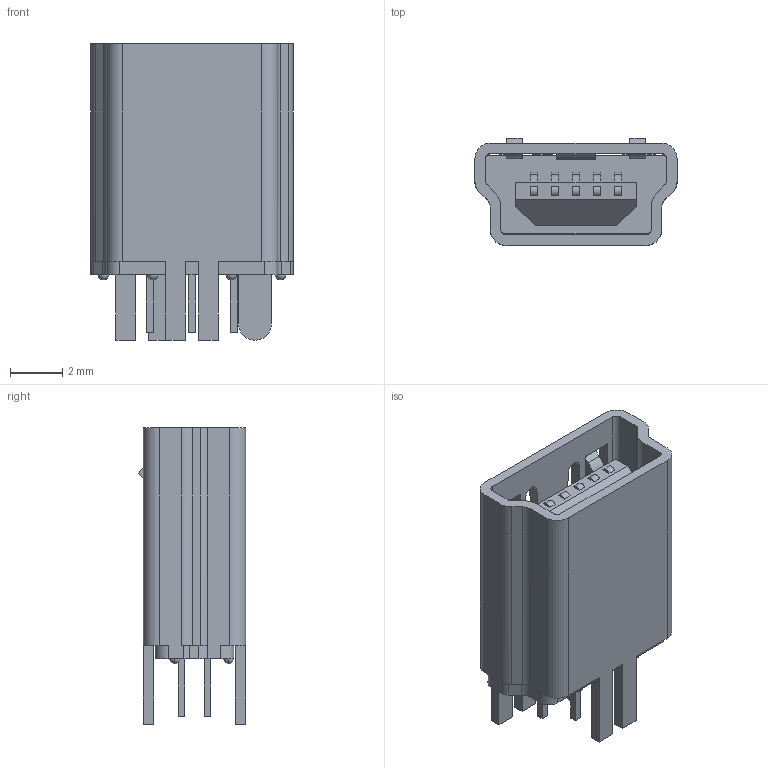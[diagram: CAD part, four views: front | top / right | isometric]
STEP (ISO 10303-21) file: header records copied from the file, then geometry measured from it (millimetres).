
FILE_DESCRIPTION(('FreeCAD Model'),'2;1');
FILE_NAME('C-1734753-1.step', '2018-03-08T06:29:51',('kicad StepUp'),('ksu MCAD'), 'Open CASCADE STEP processor 6.8','FreeCAD','Unknown');
FILE_SCHEMA(('AUTOMOTIVE_DESIGN_CC2 { 1 2 10303 214 -1 1 5 4 }'));
Length unit declared in the file: millimetre
Products named in the file (2): ASSEMBLY; C-1734753-1
Assembly tree (1 placements, depth 2):
  ASSEMBLY
    C-1734753-1
Bounding box: 7.7 x 4.09 x 11.3 mm (x, y, z)
Volume: 158.7 mm3; surface area: 529.2 mm2
Topology: 1 solids, 1 shells, 213 faces, 583 edges, 380 vertices
Faces by surface type: plane 153, cylinder 52, sphere 8
Entity records: 6762 total; most frequent: CARTESIAN_POINT 1242, ORIENTED_EDGE 1150, DIRECTION 1113, EDGE_CURVE 575, LINE 439, VECTOR 439, VERTEX_POINT 380, AXIS2_PLACEMENT_3D 337
